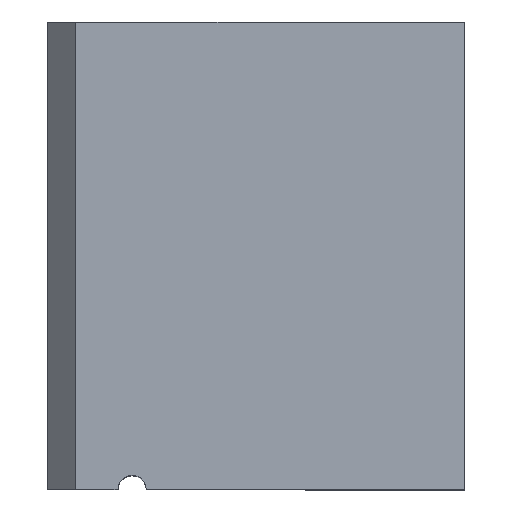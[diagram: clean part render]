
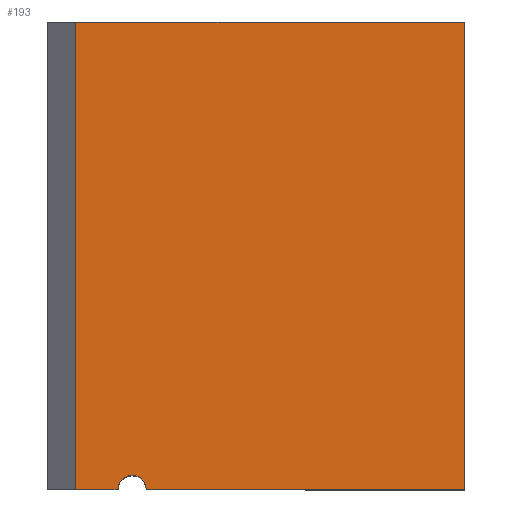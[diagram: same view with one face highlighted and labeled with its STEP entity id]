
A CAD part, top view. The second image highlights one B-rep face of the part: STEP entity #193.
In plain terms, the highlighted planar face has unit normal (0, 0, 1).
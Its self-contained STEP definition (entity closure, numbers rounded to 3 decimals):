
#72=CARTESIAN_POINT('',(-4.4,-7.8,13.5));
#73=VERTEX_POINT('',#72);
#89=CARTESIAN_POINT('',(-3.9,-8.3,13.5));
#90=VERTEX_POINT('',#89);
#97=CARTESIAN_POINT('',(-4.4,-8.3,13.5));
#98=DIRECTION('',(0.0,0.0,1.0));
#99=DIRECTION('',(0.0,1.0,0.0));
#100=AXIS2_PLACEMENT_3D('',#97,#98,#99);
#101=CIRCLE('',#100,0.5);
#102=EDGE_CURVE('',#90,#73,#101,.T.);
#112=CARTESIAN_POINT('',(-6.4,8.3,13.5));
#113=VERTEX_POINT('',#112);
#130=CARTESIAN_POINT('',(-6.4,-8.3,13.5));
#131=VERTEX_POINT('',#130);
#138=CARTESIAN_POINT('',(-6.4,-8.3,13.5));
#139=DIRECTION('',(0.0,1.0,0.0));
#140=VECTOR('',#139,16.6);
#141=LINE('',#138,#140);
#142=EDGE_CURVE('',#131,#113,#141,.T.);
#147=CARTESIAN_POINT('',(-0.04,-0.068,13.5));
#148=DIRECTION('',(0.0,0.0,1.0));
#149=DIRECTION('',(0.0,-1.0,0.0));
#150=AXIS2_PLACEMENT_3D('',#147,#148,#149);
#151=PLANE('',#150);
#152=ORIENTED_EDGE('',*,*,#142,.F.);
#153=CARTESIAN_POINT('',(-4.9,-8.3,13.5));
#154=VERTEX_POINT('',#153);
#155=CARTESIAN_POINT('',(-4.9,-8.3,13.5));
#156=DIRECTION('',(-1.0,0.0,0.0));
#157=VECTOR('',#156,1.5);
#158=LINE('',#155,#157);
#159=EDGE_CURVE('',#154,#131,#158,.T.);
#160=ORIENTED_EDGE('',*,*,#159,.F.);
#161=CARTESIAN_POINT('',(-4.4,-8.3,13.5));
#162=DIRECTION('',(0.0,0.0,1.0));
#163=DIRECTION('',(0.0,1.0,0.0));
#164=AXIS2_PLACEMENT_3D('',#161,#162,#163);
#165=CIRCLE('',#164,0.5);
#166=EDGE_CURVE('',#73,#154,#165,.T.);
#167=ORIENTED_EDGE('',*,*,#166,.F.);
#168=ORIENTED_EDGE('',*,*,#102,.F.);
#169=CARTESIAN_POINT('',(7.4,-8.3,13.5));
#170=VERTEX_POINT('',#169);
#171=CARTESIAN_POINT('',(7.4,-8.3,13.5));
#172=DIRECTION('',(-1.0,0.0,0.0));
#173=VECTOR('',#172,11.3);
#174=LINE('',#171,#173);
#175=EDGE_CURVE('',#170,#90,#174,.T.);
#176=ORIENTED_EDGE('',*,*,#175,.F.);
#177=CARTESIAN_POINT('',(7.4,8.3,13.5));
#178=VERTEX_POINT('',#177);
#179=CARTESIAN_POINT('',(7.4,8.3,13.5));
#180=DIRECTION('',(0.0,-1.0,0.0));
#181=VECTOR('',#180,16.6);
#182=LINE('',#179,#181);
#183=EDGE_CURVE('',#178,#170,#182,.T.);
#184=ORIENTED_EDGE('',*,*,#183,.F.);
#185=CARTESIAN_POINT('',(-6.4,8.3,13.5));
#186=DIRECTION('',(1.0,0.0,0.0));
#187=VECTOR('',#186,13.8);
#188=LINE('',#185,#187);
#189=EDGE_CURVE('',#113,#178,#188,.T.);
#190=ORIENTED_EDGE('',*,*,#189,.F.);
#191=EDGE_LOOP('',(#152,#160,#167,#168,#176,#184,#190));
#192=FACE_OUTER_BOUND('',#191,.T.);
#193=ADVANCED_FACE('',(#192),#151,.T.);
